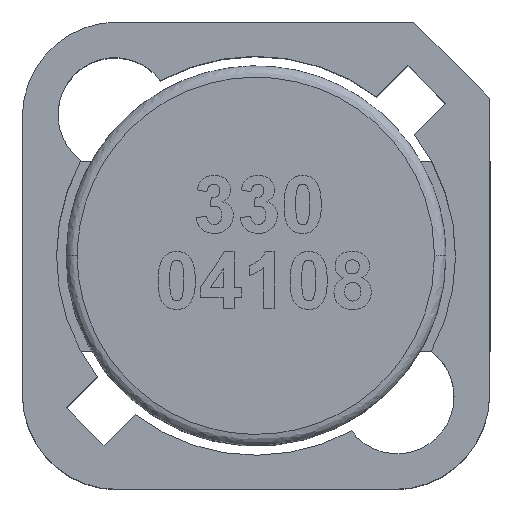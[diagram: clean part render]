
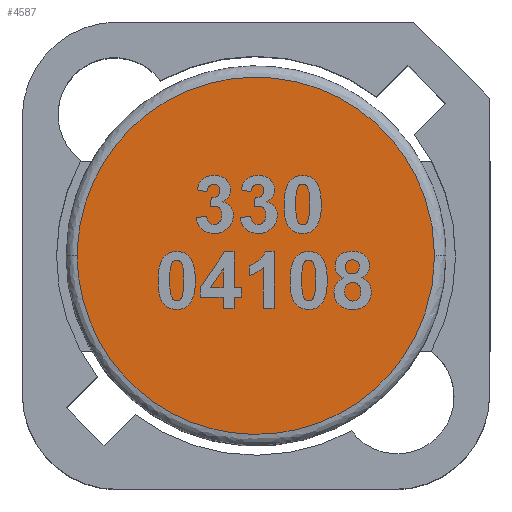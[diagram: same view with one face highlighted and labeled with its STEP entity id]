
A CAD part, top view. The second image highlights one B-rep face of the part: STEP entity #4587.
In plain terms, the highlighted planar face has unit normal (0, 0, 1).
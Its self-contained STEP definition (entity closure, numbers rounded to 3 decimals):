
#116 = ORIENTED_EDGE ( 'NONE', *, *, #5331, .F. ) ;
#266 = VERTEX_POINT ( 'NONE', #3180 ) ;
#312 = FACE_OUTER_BOUND ( 'NONE', #3875, .T. ) ;
#346 = DIRECTION ( 'NONE',  ( 0., 0., 1. ) ) ;
#397 = CARTESIAN_POINT ( 'NONE',  ( -2.889, 3.758, 8. ) ) ;
#558 = CARTESIAN_POINT ( 'NONE',  ( 3.324, -3.497, 8. ) ) ;
#804 = CARTESIAN_POINT ( 'NONE',  ( 4.7, 0.616, 8. ) ) ;
#820 = CARTESIAN_POINT ( 'NONE',  ( -4.107, 2.367, 8. ) ) ;
#976 = CARTESIAN_POINT ( 'NONE',  ( -0.078, -4.82, 8. ) ) ;
#1233 = CARTESIAN_POINT ( 'NONE',  ( 4.107, 2.367, 8. ) ) ;
#1255 = CARTESIAN_POINT ( 'NONE',  ( -4.549, 1.22, 8. ) ) ;
#1417 = CARTESIAN_POINT ( 'NONE',  ( -3.497, -3.324, 8. ) ) ;
#1670 = CARTESIAN_POINT ( 'NONE',  ( 2.889, 3.758, 8. ) ) ;
#1687 = CARTESIAN_POINT ( 'NONE',  ( -4.7, 0.308, 8. ) ) ;
#1849 = CARTESIAN_POINT ( 'NONE',  ( -4.7, -0.571, 8. ) ) ;
#2060 = CARTESIAN_POINT ( 'NONE',  ( 4.7, 0., 8. ) ) ;
#2093 = CARTESIAN_POINT ( 'NONE',  ( 1.231, 4.577, 8. ) ) ;
#2252 = CARTESIAN_POINT ( 'NONE',  ( 4.701, -0.649, 8. ) ) ;
#2338 = B_SPLINE_CURVE_WITH_KNOTS ( 'NONE', 3,
 ( #5230, #2252, #3098, #558, #3543, #976, #3975, #1417, #4391, #1849, #4822 ),
 .UNSPECIFIED., .F., .F.,
 ( 4, 1, 1, 1, 1, 1, 1, 1, 4 ),
 ( 0., 0.132, 0.258, 0.384, 0.5, 0.632, 0.758, 0.884, 1. ),
 .UNSPECIFIED. ) ;
#2418 = ORIENTED_EDGE ( 'NONE', *, *, #5228, .T. ) ;
#2480 = CARTESIAN_POINT ( 'NONE',  ( -4.794, -4.794, 8. ) ) ;
#2528 = CARTESIAN_POINT ( 'NONE',  ( -0.615, 4.7, 8. ) ) ;
#2608 = CARTESIAN_POINT ( 'NONE',  ( 4.7, 0., 8. ) ) ;
#2934 = CARTESIAN_POINT ( 'NONE',  ( -2.367, 4.107, 8. ) ) ;
#2968 = AXIS2_PLACEMENT_3D ( 'NONE', #2480, #346, #3335 ) ;
#3098 = CARTESIAN_POINT ( 'NONE',  ( 4.433, -1.92, 8. ) ) ;
#3180 = CARTESIAN_POINT ( 'NONE',  ( -4.7, 0., 8. ) ) ;
#3335 = DIRECTION ( 'NONE',  ( 1., 0., 0. ) ) ;
#3382 = CARTESIAN_POINT ( 'NONE',  ( -3.758, 2.889, 8. ) ) ;
#3430 = VERTEX_POINT ( 'NONE', #2608 ) ;
#3543 = CARTESIAN_POINT ( 'NONE',  ( 1.761, -4.481, 8. ) ) ;
#3796 = CARTESIAN_POINT ( 'NONE',  ( 4.578, 1.23, 8. ) ) ;
#3814 = CARTESIAN_POINT ( 'NONE',  ( -4.46, 1.515, 8. ) ) ;
#3875 = EDGE_LOOP ( 'NONE', ( #2418, #116 ) ) ;
#3975 = CARTESIAN_POINT ( 'NONE',  ( -1.92, -4.433, 8. ) ) ;
#4212 = CARTESIAN_POINT ( 'NONE',  ( 3.758, 2.889, 8. ) ) ;
#4230 = CARTESIAN_POINT ( 'NONE',  ( -4.67, 0.614, 8. ) ) ;
#4391 = CARTESIAN_POINT ( 'NONE',  ( -4.481, -1.761, 8. ) ) ;
#4587 = ADVANCED_FACE ( 'NONE', ( #312 ), #5459, .T. ) ;
#4643 = CARTESIAN_POINT ( 'NONE',  ( 2.367, 4.107, 8. ) ) ;
#4663 = CARTESIAN_POINT ( 'NONE',  ( -4.7, 0., 8. ) ) ;
#4822 = CARTESIAN_POINT ( 'NONE',  ( -4.7, 0., 8. ) ) ;
#5072 = CARTESIAN_POINT ( 'NONE',  ( 0.615, 4.7, 8. ) ) ;
#5228 = EDGE_CURVE ( 'NONE', #3430, #266, #5311, .T. ) ;
#5230 = CARTESIAN_POINT ( 'NONE',  ( 4.7, 0., 8. ) ) ;
#5311 = B_SPLINE_CURVE_WITH_KNOTS ( 'NONE', 3,
 ( #2060, #804, #3796, #1233, #4212, #1670, #4643, #2093, #5072, #2528, #5503, #2934, #397, #3382, #820, #3814, #1255, #4230, #1687, #4663 ),
 .UNSPECIFIED., .F., .F.,
 ( 4, 2, 2, 2, 2, 2, 2, 2, 2, 4 ),
 ( 0., 0.125, 0.25, 0.375, 0.5, 0.625, 0.75, 0.875, 0.938, 1. ),
 .UNSPECIFIED. ) ;
#5331 = EDGE_CURVE ( 'NONE', #3430, #266, #2338, .T. ) ;
#5459 = PLANE ( 'NONE',  #2968 ) ;
#5503 = CARTESIAN_POINT ( 'NONE',  ( -1.23, 4.578, 8. ) ) ;
